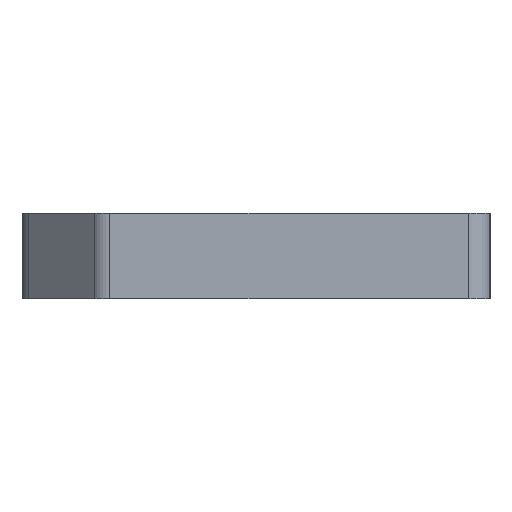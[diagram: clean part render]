
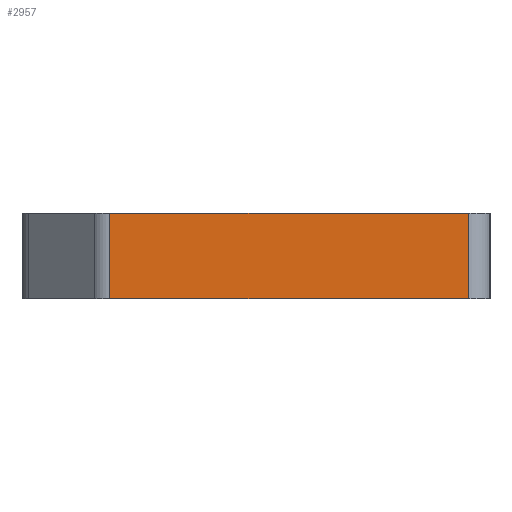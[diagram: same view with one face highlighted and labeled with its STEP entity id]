
A CAD part, left-side view. The second image highlights one B-rep face of the part: STEP entity #2957.
In plain terms, the highlighted planar face has unit normal (-1, 0, 0).
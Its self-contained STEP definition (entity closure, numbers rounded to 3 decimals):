
#235=PLANE('',#3189);
#302=FACE_OUTER_BOUND('',#491,.T.);
#491=EDGE_LOOP('',(#2175,#2176,#2177,#2178));
#655=LINE('',#3973,#901);
#705=LINE('',#4511,#951);
#709=LINE('',#4543,#955);
#711=LINE('',#4547,#957);
#901=VECTOR('',#3341,10.);
#951=VECTOR('',#3473,10.);
#955=VECTOR('',#3505,10.);
#957=VECTOR('',#3511,10.);
#1234=VERTEX_POINT('',#3970);
#1235=VERTEX_POINT('',#3972);
#1366=VERTEX_POINT('',#4508);
#1367=VERTEX_POINT('',#4510);
#1542=EDGE_CURVE('',#1234,#1235,#655,.T.);
#1678=EDGE_CURVE('',#1366,#1367,#705,.T.);
#1695=EDGE_CURVE('',#1367,#1234,#709,.T.);
#1697=EDGE_CURVE('',#1235,#1366,#711,.T.);
#2175=ORIENTED_EDGE('',*,*,#1695,.F.);
#2176=ORIENTED_EDGE('',*,*,#1678,.F.);
#2177=ORIENTED_EDGE('',*,*,#1697,.F.);
#2178=ORIENTED_EDGE('',*,*,#1542,.F.);
#2957=ADVANCED_FACE('',(#302),#235,.T.);
#3189=AXIS2_PLACEMENT_3D('',#4546,#3509,#3510);
#3341=DIRECTION('',(0.,-1.,0.));
#3473=DIRECTION('',(0.,1.,0.));
#3505=DIRECTION('',(0.,0.,1.));
#3509=DIRECTION('center_axis',(-1.,0.,0.));
#3510=DIRECTION('ref_axis',(0.,-1.,0.));
#3511=DIRECTION('',(0.,0.,-1.));
#3970=CARTESIAN_POINT('',(4.1,117.812,33.));
#3972=CARTESIAN_POINT('',(4.1,101.068,33.));
#3973=CARTESIAN_POINT('',(4.1,122.,33.));
#4508=CARTESIAN_POINT('',(4.1,101.068,29.));
#4510=CARTESIAN_POINT('',(4.1,117.812,29.));
#4511=CARTESIAN_POINT('',(4.1,122.,29.));
#4543=CARTESIAN_POINT('',(4.1,117.812,29.));
#4546=CARTESIAN_POINT('Origin',(4.1,118.326,29.));
#4547=CARTESIAN_POINT('',(4.1,101.068,29.05));
